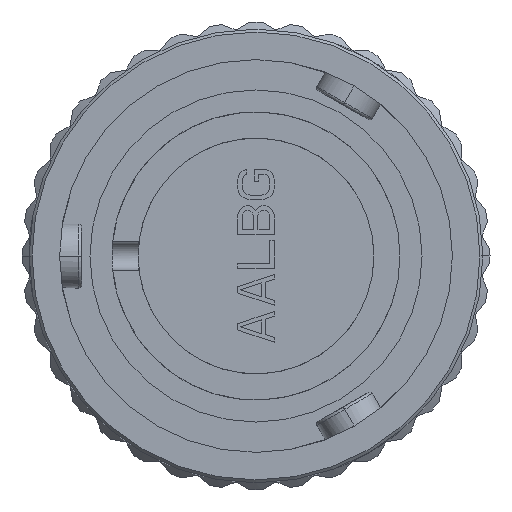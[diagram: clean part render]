
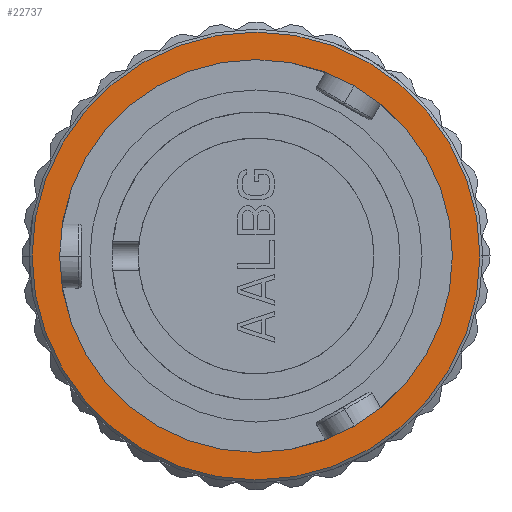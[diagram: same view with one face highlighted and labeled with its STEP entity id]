
A CAD part, left-side view. The second image highlights one B-rep face of the part: STEP entity #22737.
In plain terms, the highlighted planar face has unit normal (-1, 0, 0).
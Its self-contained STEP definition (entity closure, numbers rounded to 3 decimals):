
#2735=CARTESIAN_POINT('',(4.15,0.,0.));
#2736=DIRECTION('',(1.,0.,0.));
#2737=DIRECTION('',(0.,1.,0.));
#2738=AXIS2_PLACEMENT_3D('',#2735,#2736,#2737);
#2740=CARTESIAN_POINT('',(4.15,0.,0.));
#2741=DIRECTION('',(-1.,0.,0.));
#2742=DIRECTION('',(0.,1.,0.));
#2743=AXIS2_PLACEMENT_3D('',#2740,#2741,#2742);
#2745=CARTESIAN_POINT('',(4.15,0.,0.));
#2746=DIRECTION('',(1.,0.,0.));
#2747=DIRECTION('',(0.,1.,0.));
#2748=AXIS2_PLACEMENT_3D('',#2745,#2746,#2747);
#2750=CARTESIAN_POINT('',(4.15,0.,0.));
#2751=DIRECTION('',(-1.,0.,0.));
#2752=DIRECTION('',(0.,1.,0.));
#2753=AXIS2_PLACEMENT_3D('',#2750,#2751,#2752);
#18150=CARTESIAN_POINT('',(4.15,13.81,-0.002));
#18151=CARTESIAN_POINT('',(4.15,-13.81,0.002));
#18152=VERTEX_POINT('',#18150);
#18153=VERTEX_POINT('',#18151);
#18578=CARTESIAN_POINT('',(4.15,15.75,-0.002));
#18579=VERTEX_POINT('',#18578);
#18580=CARTESIAN_POINT('',(4.15,-15.75,0.002));
#18581=VERTEX_POINT('',#18580);
#22722=CARTESIAN_POINT('',(4.15,0.,0.));
#22723=DIRECTION('',(-1.,0.,0.));
#22724=DIRECTION('',(0.,-1.,0.));
#22725=AXIS2_PLACEMENT_3D('',#22722,#22723,#22724);
#22726=PLANE('492',#22725);
#22727=ORIENTED_EDGE('2262',*,*,#22708,.F.);
#22728=ORIENTED_EDGE('2264',*,*,#22690,.T.);
#22729=EDGE_LOOP('492',(#22727,#22728));
#22730=FACE_OUTER_BOUND('492',#22729,.F.);
#22732=ORIENTED_EDGE('1988',*,*,#22731,.F.);
#22734=ORIENTED_EDGE('1986',*,*,#22733,.T.);
#22735=EDGE_LOOP('492',(#22732,#22734));
#22736=FACE_BOUND('492',#22735,.F.);
#2739=CIRCLE('2264',#2738,15.75);
#2744=CIRCLE('2262',#2743,15.75);
#2749=CIRCLE('1988',#2748,13.81);
#2754=CIRCLE('1986',#2753,13.81);
#22690=EDGE_CURVE('2264',#18579,#18581,#2739,.T.);
#22708=EDGE_CURVE('2262',#18579,#18581,#2744,.T.);
#22731=EDGE_CURVE('1988',#18152,#18153,#2749,.T.);
#22733=EDGE_CURVE('1986',#18152,#18153,#2754,.T.);
#22737=ADVANCED_FACE('492',(#22730,#22736),#22726,.T.);
